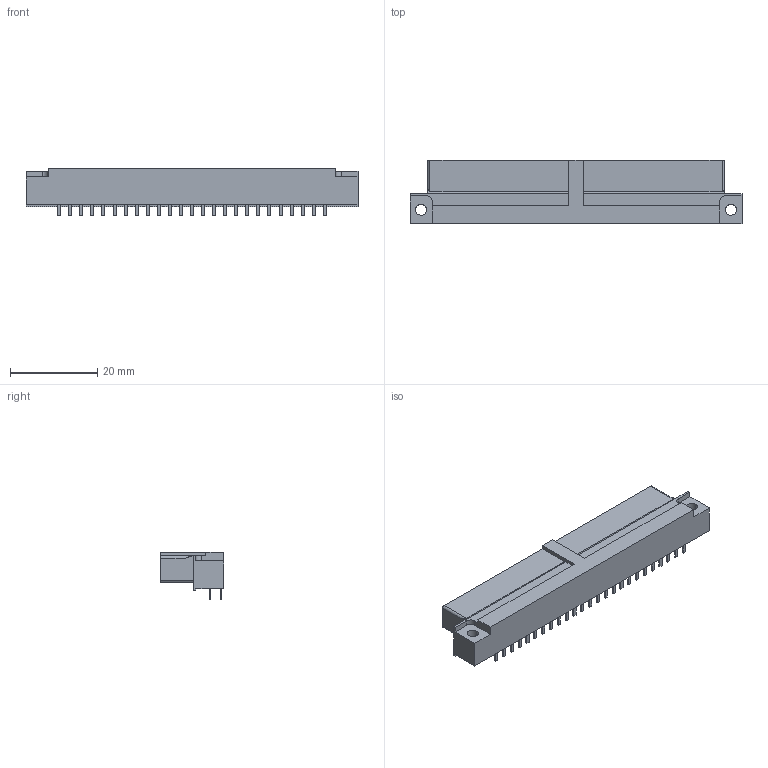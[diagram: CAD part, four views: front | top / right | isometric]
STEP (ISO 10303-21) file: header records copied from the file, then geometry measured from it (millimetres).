
FILE_DESCRIPTION((''),'2;1');
FILE_NAME('3M_5150-B7A2PL.stp','2013-08-19T14:18:39',(''),(''),'Mechanical Desktop 2011','Mechanical Desktop 2011',', , ');
FILE_SCHEMA(('AUTOMOTIVE_DESIGN { 1 2 10303 214 1 1 1 1 }'));
Length unit declared in the file: millimetre
Products named in the file (1): Product
Bounding box: 76.2 x 14.48 x 10.98 mm (x, y, z)
Volume: 7254.3 mm3; surface area: 4019.5 mm2
Topology: 51 solids, 51 shells, 588 faces, 1306 edges, 870 vertices
Faces by surface type: plane 578, cylinder 10
Entity records: 15924 total; most frequent: CARTESIAN_POINT 2765, ORIENTED_EDGE 2612, DIRECTION 2504, EDGE_CURVE 1306, VECTOR 1286, LINE 1286, VERTEX_POINT 870, EDGE_LOOP 642
